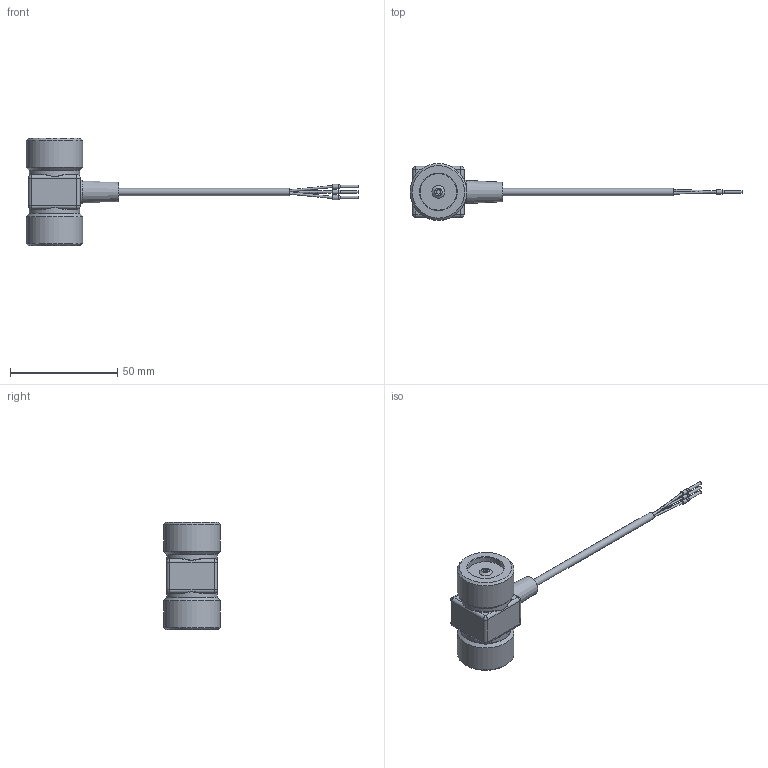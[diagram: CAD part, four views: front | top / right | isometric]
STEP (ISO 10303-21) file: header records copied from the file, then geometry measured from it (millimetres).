
FILE_DESCRIPTION(/* description */ (''),/* implementation_level */ '2;1');
FILE_NAME(/* name */ 'VY1545MAHN10A4_STEP.stp',/* time_stamp */ '2022-04-14T15:51:41+02:00',/* author */ ('grass'),/* organization */ (''),/* preprocessor_version */ 'ST-DEVELOPER v18',/* originating_system */ 'Autodesk Inventor 2020',/* authorisation */ '');
FILE_SCHEMA (('AUTOMOTIVE_DESIGN { 1 0 10303 214 3 1 1 }'));
Length unit declared in the file: millimetre
Products named in the file (1): Bauteil2
Bounding box: 154.55 x 26.44 x 50 mm (x, y, z)
Volume: 26387.7 mm3; surface area: 8570.8 mm2
Topology: 4 solids, 5 shells, 281 faces, 704 edges, 463 vertices
Faces by surface type: plane 115, bspline 67, cylinder 48, cone 25, torus 18, sphere 8
Full cylindrical faces by diameter (mm): 0.7 x3, 1 x2, 1.35 x3, 1.6 x3, 2 x4, 3.4 x1, 4.9 x6, 17 x2, 19.7 x1, 20 x2, 21 x1, 23.5 x2, 26.44 x2
Entity records: 10957 total; most frequent: CARTESIAN_POINT 4235, ORIENTED_EDGE 1416, DIRECTION 1181, EDGE_CURVE 708, AXIS2_PLACEMENT_3D 471, VERTEX_POINT 463, EDGE_LOOP 323, FACE_OUTER_BOUND 281
